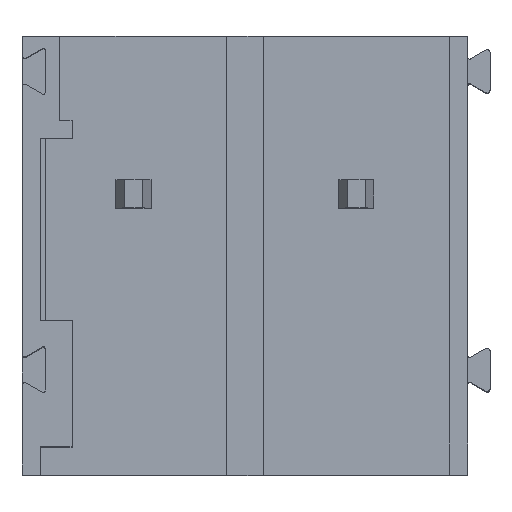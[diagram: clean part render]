
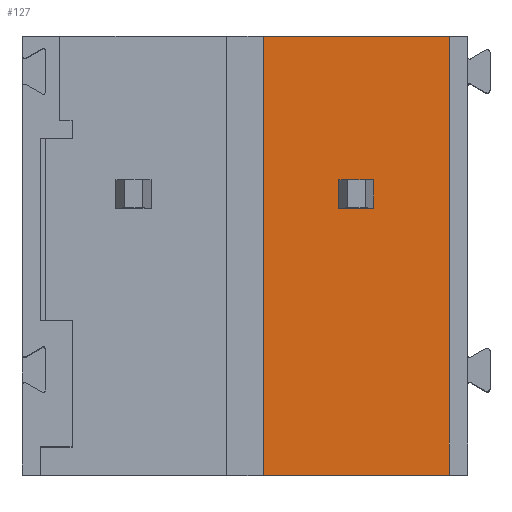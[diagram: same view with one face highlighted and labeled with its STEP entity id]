
A CAD part, top view. The second image highlights one B-rep face of the part: STEP entity #127.
In plain terms, the highlighted planar face has unit normal (0, 0, 1).
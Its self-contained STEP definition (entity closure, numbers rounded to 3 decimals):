
#127=ADVANCED_FACE('3599',(#476,#477),#478,.T.);
#476=FACE_OUTER_BOUND('',#1010,.T.);
#477=FACE_BOUND('',#1011,.T.);
#478=PLANE('',#1012);
#1010=EDGE_LOOP('',(#2102,#2103,#2104,#2105));
#1011=EDGE_LOOP('',(#2106,#2107,#2108,#2109));
#1012=AXIS2_PLACEMENT_3D('',#2110,#2111,#2112);
#2102=ORIENTED_EDGE('',*,*,#3783,.T.);
#2103=ORIENTED_EDGE('',*,*,#3911,.F.);
#2104=ORIENTED_EDGE('',*,*,#3763,.F.);
#2105=ORIENTED_EDGE('',*,*,#3910,.F.);
#2106=ORIENTED_EDGE('',*,*,#3912,.T.);
#2107=ORIENTED_EDGE('',*,*,#3913,.F.);
#2108=ORIENTED_EDGE('',*,*,#3914,.F.);
#2109=ORIENTED_EDGE('',*,*,#3915,.T.);
#2110=CARTESIAN_POINT('',(0.0,0.0,-0.9));
#2111=DIRECTION('',(0.0,0.0,1.0));
#2112=DIRECTION('',(1.0,-0.0,0.0));
#3763=EDGE_CURVE('3885',#4629,#4632,#4633,.T.);
#3783=EDGE_CURVE('3877',#4667,#4665,#4668,.T.);
#3910=EDGE_CURVE('4010',#4667,#4629,#4876,.T.);
#3911=EDGE_CURVE('4011',#4632,#4665,#4877,.T.);
#3912=EDGE_CURVE('4034',#4878,#4879,#4880,.T.);
#3913=EDGE_CURVE('4035',#4881,#4879,#4882,.T.);
#3914=EDGE_CURVE('4033',#4883,#4881,#4884,.T.);
#3915=EDGE_CURVE('4032',#4883,#4878,#4885,.T.);
#4629=VERTEX_POINT('',#6521);
#4632=VERTEX_POINT('',#6525);
#4633=LINE('',#6526,#6527);
#4665=VERTEX_POINT('',#6577);
#4667=VERTEX_POINT('',#6580);
#4668=LINE('',#6581,#6582);
#4876=LINE('',#6898,#6899);
#4877=LINE('',#6900,#6901);
#4878=VERTEX_POINT('',#6902);
#4879=VERTEX_POINT('',#6903);
#4880=LINE('',#6904,#6905);
#4881=VERTEX_POINT('',#6906);
#4882=LINE('',#6907,#6908);
#4883=VERTEX_POINT('',#6909);
#4884=LINE('',#6910,#6911);
#4885=LINE('',#6912,#6913);
#6521=CARTESIAN_POINT('',(13.225,6.25,-0.9));
#6525=CARTESIAN_POINT('',(18.525,6.25,-0.9));
#6526=CARTESIAN_POINT('',(13.225,6.25,-0.9));
#6527=VECTOR('',#8594,5.3);
#6577=CARTESIAN_POINT('',(18.525,-6.25,-0.9));
#6580=CARTESIAN_POINT('',(13.225,-6.25,-0.9));
#6581=CARTESIAN_POINT('',(13.225,-6.25,-0.9));
#6582=VECTOR('',#8614,5.3);
#6898=CARTESIAN_POINT('',(13.225,-6.25,-0.9));
#6899=VECTOR('',#8777,12.5);
#6900=CARTESIAN_POINT('',(18.525,6.25,-0.9));
#6901=VECTOR('',#8778,12.5);
#6902=CARTESIAN_POINT('',(16.375,1.35,-0.9));
#6903=CARTESIAN_POINT('',(15.375,1.35,-0.9));
#6904=CARTESIAN_POINT('',(16.375,1.35,-0.9));
#6905=VECTOR('',#8779,1.0);
#6906=CARTESIAN_POINT('',(15.375,2.15,-0.9));
#6907=CARTESIAN_POINT('',(15.375,2.15,-0.9));
#6908=VECTOR('',#8780,0.8);
#6909=CARTESIAN_POINT('',(16.375,2.15,-0.9));
#6910=CARTESIAN_POINT('',(16.375,2.15,-0.9));
#6911=VECTOR('',#8781,1.0);
#6912=CARTESIAN_POINT('',(16.375,2.15,-0.9));
#6913=VECTOR('',#8782,0.8);
#8594=DIRECTION('',(1.0,0.0,0.0));
#8614=DIRECTION('',(1.0,0.0,0.0));
#8777=DIRECTION('',(0.0,1.0,0.0));
#8778=DIRECTION('',(0.0,-1.0,0.0));
#8779=DIRECTION('',(-1.0,0.0,0.0));
#8780=DIRECTION('',(0.0,-1.0,0.0));
#8781=DIRECTION('',(-1.0,0.0,0.0));
#8782=DIRECTION('',(0.0,-1.0,0.0));
